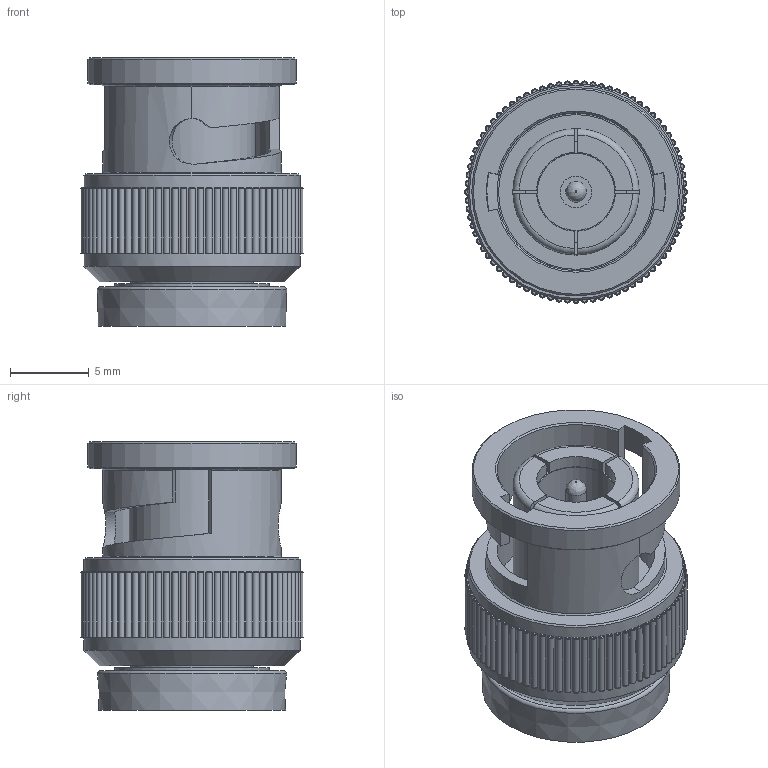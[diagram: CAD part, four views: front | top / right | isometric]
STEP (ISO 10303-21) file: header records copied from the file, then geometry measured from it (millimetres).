
FILE_DESCRIPTION(/* description */ ('STEP AP214'),/* implementation_level */ '2;1');
FILE_NAME(/* name */ 'BNC Connector (Male)1.stp',/* time_stamp */ '2021-06-14T17:01:34-04:00',/* author */ ('capta'),/* organization */ (''),/* preprocessor_version */ 'ST-DEVELOPER v18.1',/* originating_system */ 'Autodesk Inventor 2022',/* authorisation */ '');
FILE_SCHEMA (('AUTOMOTIVE_DESIGN { 1 0 10303 214 3 1 1 }'));
Length unit declared in the file: millimetre
Products named in the file (1): BNC Connector (Male)
Bounding box: 14.1 x 14.1 x 17 mm (x, y, z)
Volume: 1610.7 mm3; surface area: 2730.7 mm2
Topology: 5 solids, 5 shells, 489 faces, 1174 edges, 779 vertices
Faces by surface type: plane 203, torus 165, cylinder 105, cone 9, bspline 7
Full cylindrical faces by diameter (mm): 1.3 x1, 1.5 x2, 2 x1, 4.9 x1, 6.4 x2, 7.8 x1, 8 x2, 9.8 x3, 10 x1, 11.3 x1, 13.2 x1, 13.7 x1
Entity records: 24510 total; most frequent: CARTESIAN_POINT 13107, DIRECTION 2375, ORIENTED_EDGE 2348, EDGE_CURVE 1174, AXIS2_PLACEMENT_3D 1058, VERTEX_POINT 779, EDGE_LOOP 583, CIRCLE 571
